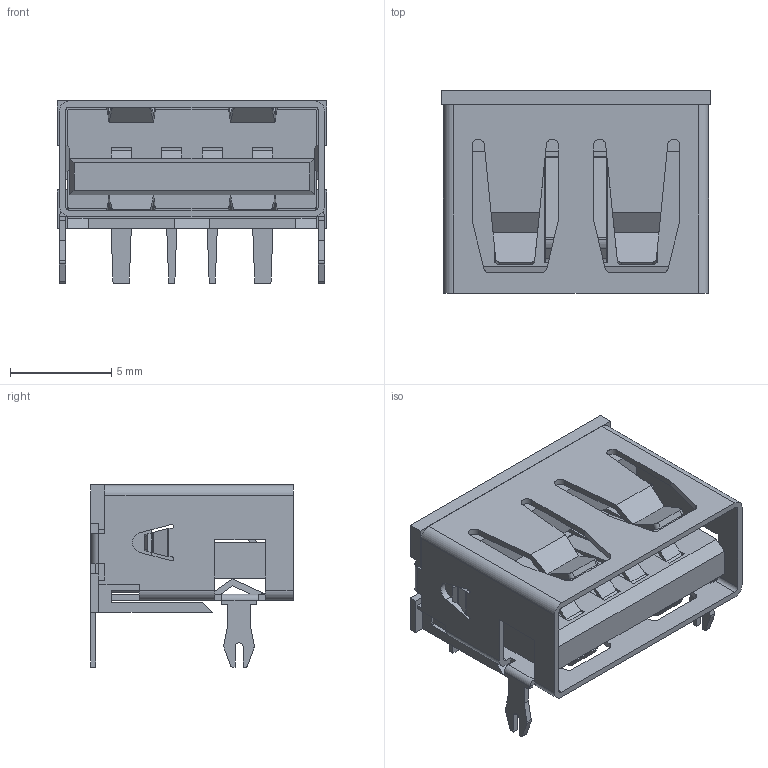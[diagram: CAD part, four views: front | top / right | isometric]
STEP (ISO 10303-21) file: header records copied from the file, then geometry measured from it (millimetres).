
FILE_DESCRIPTION (( 'STEP AP214' ), '1' );
FILE_NAME ('USB-A-TH_XUBF-1063D-0311.STEP', '2024-04-17T03:43:25', ( '' ), ( '' ), 'SwSTEP 2.0', 'SolidWorks 2020', '' );
FILE_SCHEMA (( 'AUTOMOTIVE_DESIGN' ));
Length unit declared in the file: millimetre
Products named in the file (1): USB-A-TH_XUBF-1063D-0311
Bounding box: 13.3 x 10 x 9 mm (x, y, z)
Volume: 431.5 mm3; surface area: 1353.6 mm2
Topology: 23 solids, 23 shells, 686 faces, 1912 edges, 1268 vertices
Faces by surface type: plane 461, cylinder 127, bspline 98
Entity records: 30142 total; most frequent: CARTESIAN_POINT 5293, ORIENTED_EDGE 3824, DIRECTION 3068, EDGE_CURVE 1912, VECTOR 1454, LINE 1454, VERTEX_POINT 1268, AXIS2_PLACEMENT_3D 807
